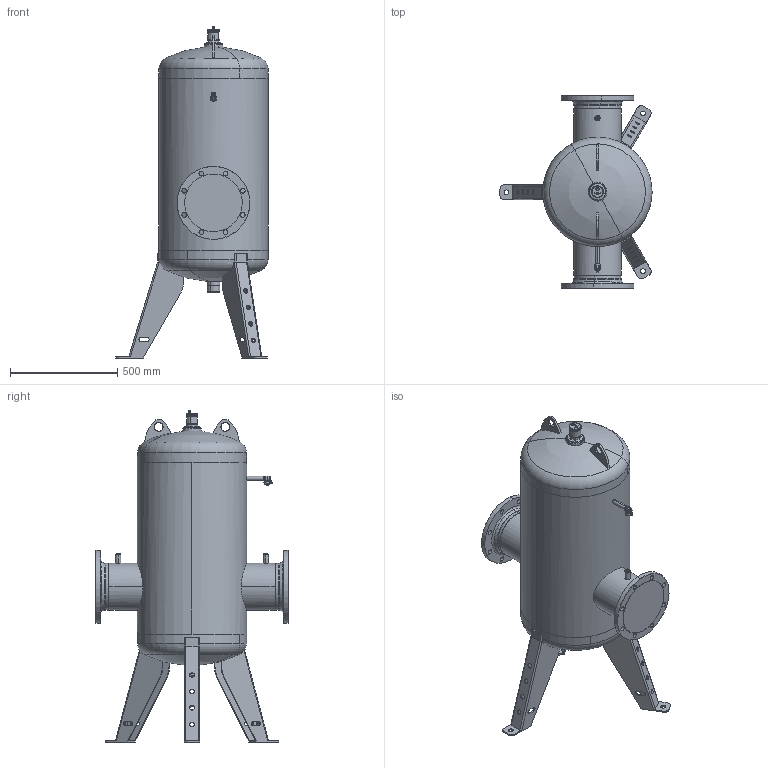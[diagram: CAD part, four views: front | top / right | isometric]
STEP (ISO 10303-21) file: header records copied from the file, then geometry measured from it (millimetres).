
FILE_DESCRIPTION(('CATIA V5 STEP Exchange','CAx-IF Rec.Pracs.--- Model Styling and Organization---1.5--- 2016-08-15','CAx-IF Rec.Pracs.---Supplemental Geometry---1.0---2011-11-01','CAx-IF Rec.Pracs.--- Composite Materials ---3.4---2017-06-13','CAx-IF Rec.Pracs.---Tessellated 3D Geometry---1.0---2015-12-17'),'2;1');
FILE_NAME('STEP_551200_-_TST.stp','2025-06-09T07:18:03+00:00',('none'),('none'),'CATIA Version 5-6 Release 2020 SP5','CATIA V5 STEP AP242 v2','none');
FILE_SCHEMA(('AP242_MANAGED_MODEL_BASED_3D_ENGINEERING_MIM_LF {1 0 10303 442 1 1 4}'));
Length unit declared in the file: millimetre
Products named in the file (1): 551200 - TST
Bounding box: 708 x 900 x 1545.8 mm (x, y, z)
Volume: 227743650.5 mm3; surface area: 3324428.8 mm2
Topology: 1 solids, 5 shells, 1508 faces, 3990 edges, 2500 vertices
Faces by surface type: cylinder 664, plane 491, bspline 135, cone 97, torus 90, sphere 31
Entity records: 57045 total; most frequent: CARTESIAN_POINT 23325, ORIENTED_EDGE 7918, DIRECTION 4646, EDGE_CURVE 3959, VERTEX_POINT 2500, AXIS2_PLACEMENT_3D 2051, EDGE_LOOP 1633, B_SPLINE_CURVE_WITH_KNOTS 1557
